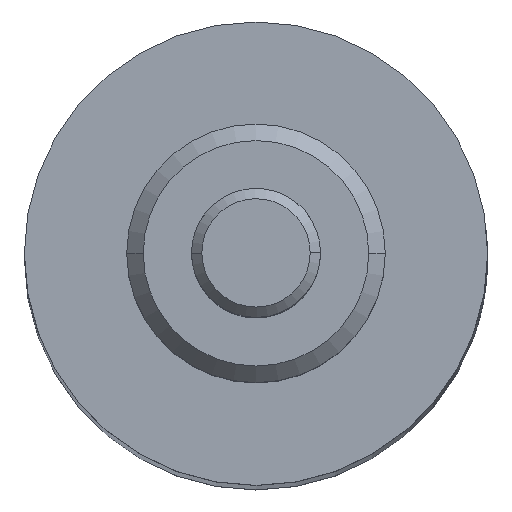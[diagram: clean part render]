
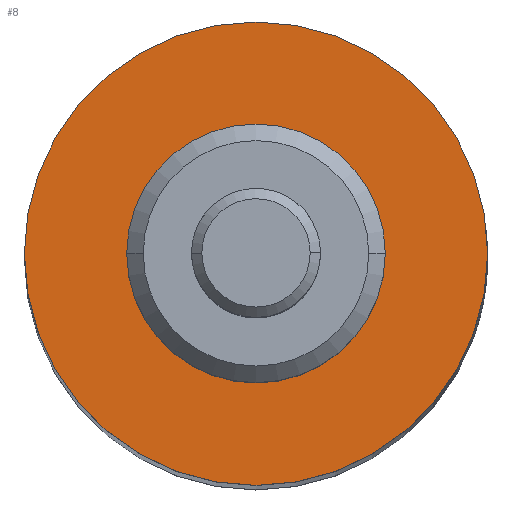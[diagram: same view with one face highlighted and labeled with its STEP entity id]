
A CAD part, top view. The second image highlights one B-rep face of the part: STEP entity #8.
In plain terms, the highlighted face is planar.
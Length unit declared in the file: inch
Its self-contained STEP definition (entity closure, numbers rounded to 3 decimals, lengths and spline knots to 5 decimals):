
#8 = ADVANCED_FACE ( 'NONE', ( #1421, #22 ), #1443, .F. ) ;
#22 = FACE_OUTER_BOUND ( 'NONE', #797, .T. ) ;
#97 = DIRECTION ( 'NONE',  ( -1., 0., 0. ) ) ;
#116 = CARTESIAN_POINT ( 'NONE',  ( 0.62, 0., 0. ) ) ;
#171 = VERTEX_POINT ( 'NONE', #1892 ) ;
#189 = CARTESIAN_POINT ( 'NONE',  ( 0.62, 0.56, 0. ) ) ;
#296 = DIRECTION ( 'NONE',  ( 0., 0., 1. ) ) ;
#311 = ORIENTED_EDGE ( 'NONE', *, *, #1175, .T. ) ;
#366 = DIRECTION ( 'NONE',  ( 0., 0., -1. ) ) ;
#523 = ORIENTED_EDGE ( 'NONE', *, *, #1465, .F. ) ;
#532 = AXIS2_PLACEMENT_3D ( 'NONE', #1181, #97, #1369 ) ;
#573 = VERTEX_POINT ( 'NONE', #1278 ) ;
#592 = DIRECTION ( 'NONE',  ( -1., 0., 0. ) ) ;
#610 = AXIS2_PLACEMENT_3D ( 'NONE', #1681, #592, #1867 ) ;
#797 = EDGE_LOOP ( 'NONE', ( #1893, #311 ) ) ;
#843 = CARTESIAN_POINT ( 'NONE',  ( 0.62, 0., -0.3125 ) ) ;
#930 = EDGE_CURVE ( 'NONE', #1145, #1038, #2270, .T. ) ;
#938 = DIRECTION ( 'NONE',  ( -1., 0., 0. ) ) ;
#1038 = VERTEX_POINT ( 'NONE', #843 ) ;
#1050 = AXIS2_PLACEMENT_3D ( 'NONE', #116, #1382, #296 ) ;
#1145 = VERTEX_POINT ( 'NONE', #1714 ) ;
#1175 = EDGE_CURVE ( 'NONE', #573, #171, #1933, .T. ) ;
#1181 = CARTESIAN_POINT ( 'NONE',  ( 0.62, 0., 0. ) ) ;
#1205 = EDGE_CURVE ( 'NONE', #171, #573, #2295, .T. ) ;
#1278 = CARTESIAN_POINT ( 'NONE',  ( 0.62, 0., -0.56 ) ) ;
#1303 = CIRCLE ( 'NONE', #1050, 0.3125 ) ;
#1369 = DIRECTION ( 'NONE',  ( 0., 0., 1. ) ) ;
#1382 = DIRECTION ( 'NONE',  ( -1., 0., 0. ) ) ;
#1421 = FACE_BOUND ( 'NONE', #1746, .T. ) ;
#1443 = PLANE ( 'NONE',  #2297 ) ;
#1464 = DIRECTION ( 'NONE',  ( 1., 0., 0. ) ) ;
#1465 = EDGE_CURVE ( 'NONE', #1038, #1145, #1303, .T. ) ;
#1681 = CARTESIAN_POINT ( 'NONE',  ( 0.62, 0., 0. ) ) ;
#1714 = CARTESIAN_POINT ( 'NONE',  ( 0.62, 0., 0.3125 ) ) ;
#1746 = EDGE_LOOP ( 'NONE', ( #1796, #523 ) ) ;
#1750 = AXIS2_PLACEMENT_3D ( 'NONE', #2045, #938, #2211 ) ;
#1796 = ORIENTED_EDGE ( 'NONE', *, *, #930, .F. ) ;
#1867 = DIRECTION ( 'NONE',  ( 0., 0., 1. ) ) ;
#1892 = CARTESIAN_POINT ( 'NONE',  ( 0.62, 0., 0.56 ) ) ;
#1893 = ORIENTED_EDGE ( 'NONE', *, *, #1205, .T. ) ;
#1933 = CIRCLE ( 'NONE', #1750, 0.56 ) ;
#2045 = CARTESIAN_POINT ( 'NONE',  ( 0.62, 0., 0. ) ) ;
#2211 = DIRECTION ( 'NONE',  ( 0., 0., 1. ) ) ;
#2270 = CIRCLE ( 'NONE', #532, 0.3125 ) ;
#2295 = CIRCLE ( 'NONE', #610, 0.56 ) ;
#2297 = AXIS2_PLACEMENT_3D ( 'NONE', #189, #1464, #366 ) ;
